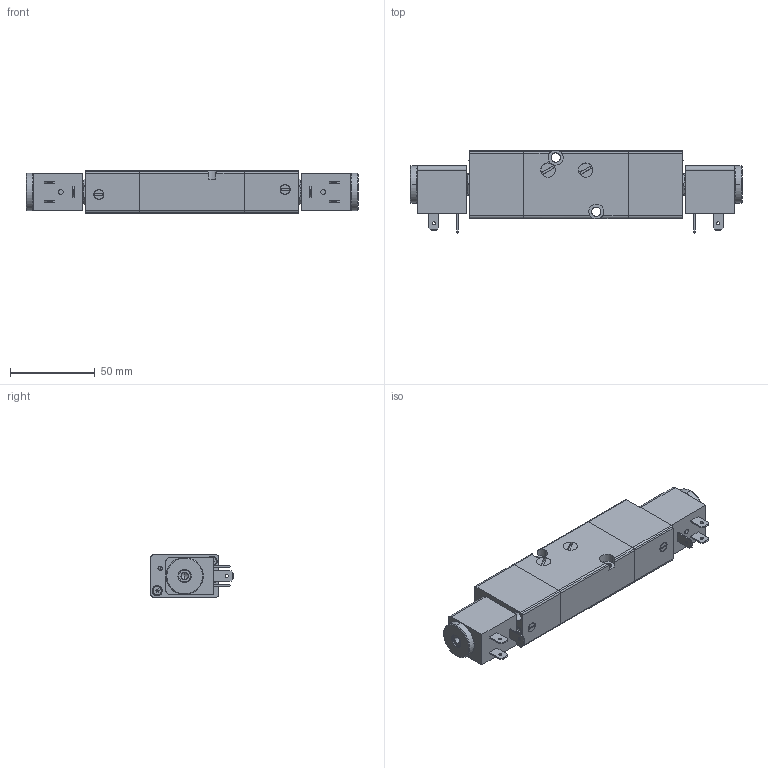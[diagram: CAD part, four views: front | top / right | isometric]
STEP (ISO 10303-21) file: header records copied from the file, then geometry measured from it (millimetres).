
FILE_DESCRIPTION((''),'2;1');
FILE_NAME('01_003_3.stp','2003-01-01T22:39:15',('Branislav Petkovic'),('AZ Pneumatica'),'AutoCAD STEP 2000i','AutoCAD 2000i','Via J. F. Kennedy, 26, 20020 Misinto (MI), ITALY');
FILE_SCHEMA(('CONFIG_CONTROL_DESIGN'));
Length unit declared in the file: millimetre
Products named in the file (9): 01_003_3; 582 TELO; PART1; X82 KOTVA; PART2; STEZAC; PODLOSKA; MAGNET; PART1A
Assembly tree (10 placements, depth 3):
  01_003_3
    582 TELO
      PART1
    X82 KOTVA  x2
      PART2
      STEZAC
      PODLOSKA
    MAGNET  x2
      PART1A
Bounding box: 196 x 49.09 x 25 mm (x, y, z)
Surface area: 43031.1 mm2 (no closed solid volume)
Topology: 0 solids, 15 shells, 600 faces, 1459 edges, 907 vertices
Faces by surface type: plane 234, cylinder 232, cone 96, torus 16, bspline 14, sphere 8
Entity records: 18742 total; most frequent: CARTESIAN_POINT 10126, DIRECTION 1761, ORIENTED_EDGE 1750, EDGE_CURVE 875, AXIS2_PLACEMENT_3D 671, VERTEX_POINT 561, VECTOR 419, LINE 419
